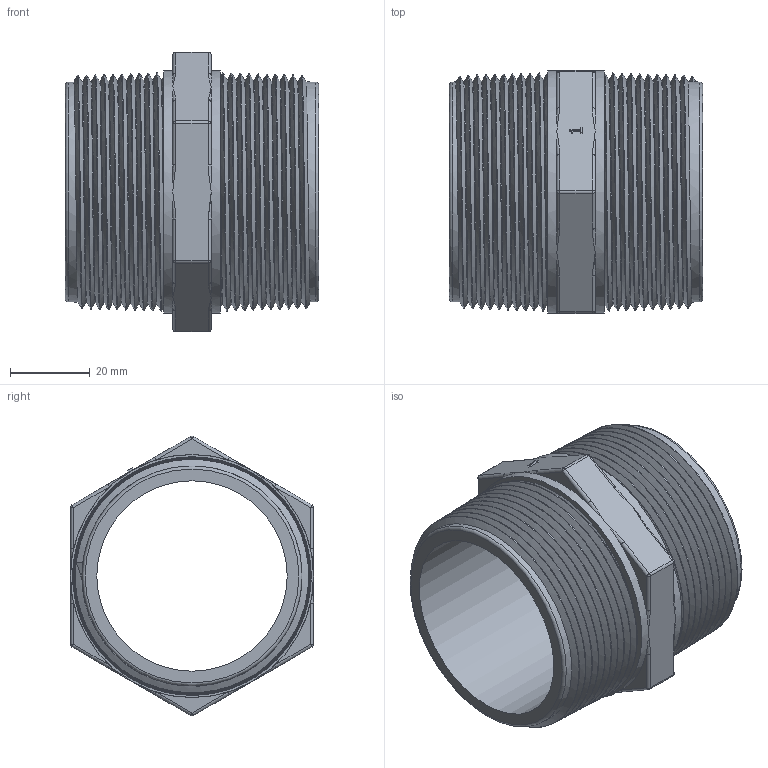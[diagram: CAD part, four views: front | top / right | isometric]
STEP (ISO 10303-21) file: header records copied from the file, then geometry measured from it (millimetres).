
FILE_DESCRIPTION((''),'2;1');
FILE_NAME('NIP200-SH.stp','2013-05-09T14:52:17',('mclevenger'),(''),'Autodesk Inventor 2013','Autodesk Inventor 2013','');
FILE_SCHEMA(('AUTOMOTIVE_DESIGN { 1 0 10303 214 1 1 1 1 }'));
Length unit declared in the file: inch
Products named in the file (1): NIP200-SH
Bounding box: 63.5 x 60.96 x 70.15 mm (x, y, z)
Volume: 57659.2 mm3; surface area: 30073.7 mm2
Topology: 1 solids, 1 shells, 139 faces, 346 edges, 188 vertices
Faces by surface type: plane 35, bspline 35, cylinder 33, cone 22, sphere 12, torus 2
Full cylindrical faces by diameter (mm): 47.752 x1, 60.96 x2
Entity records: 9037 total; most frequent: CARTESIAN_POINT 6568, ORIENTED_EDGE 514, DIRECTION 475, EDGE_CURVE 257, AXIS2_PLACEMENT_3D 191, VERTEX_POINT 150, EDGE_LOOP 131, FACE_OUTER_BOUND 119
